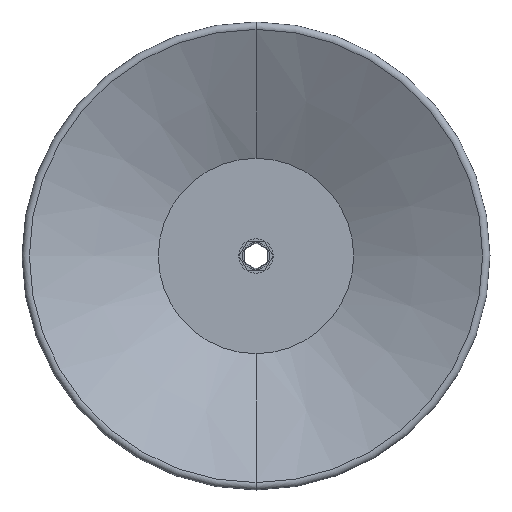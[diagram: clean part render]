
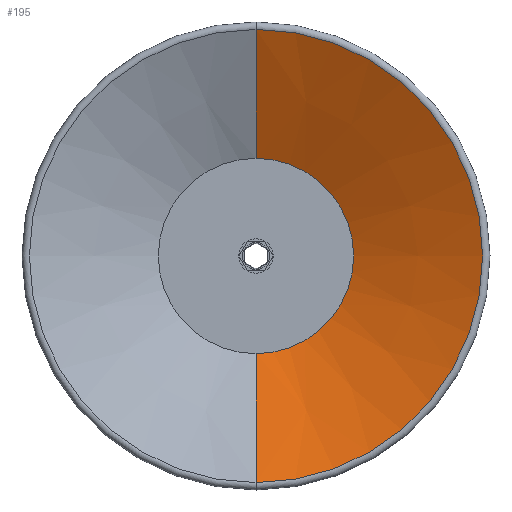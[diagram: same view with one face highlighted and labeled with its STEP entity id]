
A CAD part, front view. The second image highlights one B-rep face of the part: STEP entity #195.
In plain terms, the highlighted conical face has half-angle 64.273 degrees and reference radius 26.5 mm.
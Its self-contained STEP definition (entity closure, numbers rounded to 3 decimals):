
#195=ADVANCED_FACE('',(#499),#500,.F.);
#499=FACE_OUTER_BOUND('',#930,.T.);
#500=CONICAL_SURFACE('',#931,26.5,1.122);
#930=EDGE_LOOP('',(#5162,#5163,#5164,#5165));
#931=AXIS2_PLACEMENT_3D('',#5166,#5167,#5168);
#5162=ORIENTED_EDGE('',*,*,#6154,.F.);
#5163=ORIENTED_EDGE('',*,*,#6104,.F.);
#5164=ORIENTED_EDGE('',*,*,#6156,.T.);
#5165=ORIENTED_EDGE('',*,*,#6149,.F.);
#5166=CARTESIAN_POINT('',(0.0,-17.0,0.0));
#5167=DIRECTION('',(0.0,-1.0,-0.0));
#5168=DIRECTION('',(0.0,0.0,-1.0));
#6104=EDGE_CURVE('',#6554,#6556,#6557,.T.);
#6149=EDGE_CURVE('',#6631,#6632,#6633,.T.);
#6154=EDGE_CURVE('',#6556,#6631,#6638,.T.);
#6156=EDGE_CURVE('',#6554,#6632,#6640,.T.);
#6554=VERTEX_POINT('',#7191);
#6556=VERTEX_POINT('',#7194);
#6557=CIRCLE('',#7195,26.5);
#6631=VERTEX_POINT('',#7709);
#6632=VERTEX_POINT('',#7710);
#6633=CIRCLE('',#7711,61.492);
#6638=LINE('',#7716,#7717);
#6640=LINE('',#7719,#7720);
#7191=CARTESIAN_POINT('',(0.0,-17.0,-26.5));
#7194=CARTESIAN_POINT('',(0.,-17.0,26.5));
#7195=AXIS2_PLACEMENT_3D('',#9502,#9503,#9504);
#7709=CARTESIAN_POINT('',(0.,-33.861,61.492));
#7710=CARTESIAN_POINT('',(0.0,-33.861,-61.492));
#7711=AXIS2_PLACEMENT_3D('',#9553,#9554,#9555);
#7716=CARTESIAN_POINT('',(0.,-17.0,26.5));
#7717=VECTOR('',#9565,1000.0);
#7719=CARTESIAN_POINT('',(0.0,-17.0,-26.5));
#7720=VECTOR('',#9569,1000.0);
#9502=CARTESIAN_POINT('',(0.0,-17.0,0.0));
#9503=DIRECTION('',(0.0,-1.0,0.0));
#9504=DIRECTION('',(0.0,0.0,-1.0));
#9553=CARTESIAN_POINT('',(0.0,-33.861,0.0));
#9554=DIRECTION('',(0.0,1.0,0.0));
#9555=DIRECTION('',(0.0,0.0,1.0));
#9565=DIRECTION('',(0.,-0.434,0.901));
#9569=DIRECTION('',(0.0,-0.434,-0.901));
